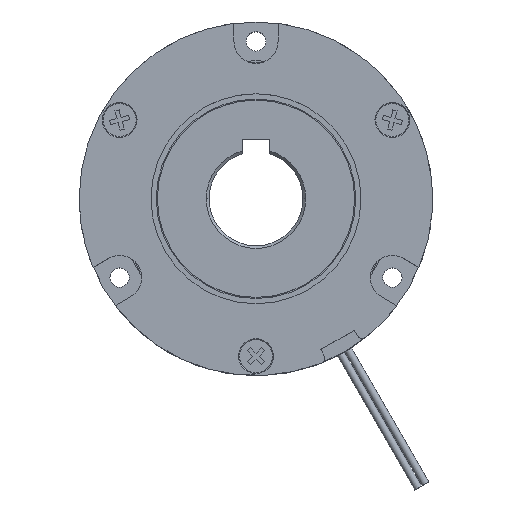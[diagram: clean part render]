
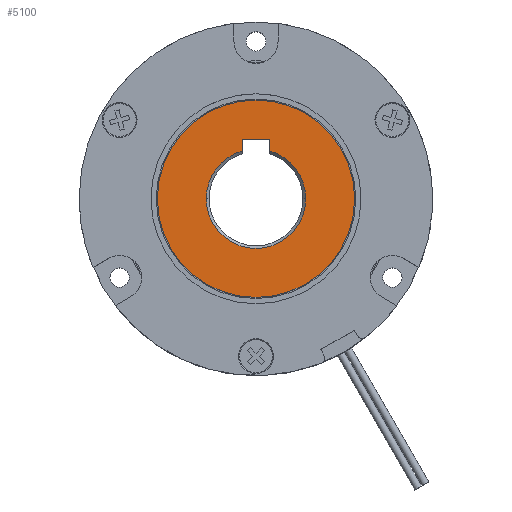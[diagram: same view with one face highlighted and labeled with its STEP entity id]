
A CAD part, top view. The second image highlights one B-rep face of the part: STEP entity #5100.
In plain terms, the highlighted planar face has unit normal (0, 0, 1).
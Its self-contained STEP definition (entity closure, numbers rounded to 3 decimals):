
#72 = LINE ( 'NONE', #163, #4541 ) ;
#122 = CARTESIAN_POINT ( 'NONE',  ( 0., 0., 29.5 ) ) ;
#139 = ORIENTED_EDGE ( 'NONE', *, *, #1169, .F. ) ;
#163 = CARTESIAN_POINT ( 'NONE',  ( 2.5, 8.124, 29.5 ) ) ;
#332 = AXIS2_PLACEMENT_3D ( 'NONE', #481, #4282, #3440 ) ;
#405 = VERTEX_POINT ( 'NONE', #2310 ) ;
#481 = CARTESIAN_POINT ( 'NONE',  ( 0., 0., 29.5 ) ) ;
#504 = CARTESIAN_POINT ( 'NONE',  ( 2.5, 10.8, 29.5 ) ) ;
#537 = DIRECTION ( 'NONE',  ( 0., 1., 0. ) ) ;
#550 = DIRECTION ( 'NONE',  ( 0., 0., -1. ) ) ;
#799 = DIRECTION ( 'NONE',  ( 0., 0., -1. ) ) ;
#877 = VERTEX_POINT ( 'NONE', #1632 ) ;
#884 = CARTESIAN_POINT ( 'NONE',  ( 0., 0., 29.5 ) ) ;
#952 = DIRECTION ( 'NONE',  ( 0., 0., 1. ) ) ;
#987 = EDGE_CURVE ( 'NONE', #877, #4764, #4349, .T. ) ;
#994 = DIRECTION ( 'NONE',  ( 1., 0., 0. ) ) ;
#1116 = CARTESIAN_POINT ( 'NONE',  ( -17.85, 0., 29.5 ) ) ;
#1166 = CIRCLE ( 'NONE', #3410, 17.85 ) ;
#1169 = EDGE_CURVE ( 'NONE', #1503, #1978, #72, .T. ) ;
#1195 = VECTOR ( 'NONE', #1419, 1000. ) ;
#1210 = EDGE_CURVE ( 'NONE', #4764, #1278, #1664, .T. ) ;
#1278 = VERTEX_POINT ( 'NONE', #2091 ) ;
#1419 = DIRECTION ( 'NONE',  ( -1., 0., 0. ) ) ;
#1430 = EDGE_CURVE ( 'NONE', #1503, #877, #1848, .T. ) ;
#1469 = DIRECTION ( 'NONE',  ( -1., 0., 0. ) ) ;
#1503 = VERTEX_POINT ( 'NONE', #3149 ) ;
#1542 = CARTESIAN_POINT ( 'NONE',  ( -9., 0., 29.5 ) ) ;
#1617 = DIRECTION ( 'NONE',  ( 1., 0., 0. ) ) ;
#1632 = CARTESIAN_POINT ( 'NONE',  ( 9., 0., 29.5 ) ) ;
#1664 = CIRCLE ( 'NONE', #5012, 9. ) ;
#1700 = PLANE ( 'NONE',  #5519 ) ;
#1817 = ORIENTED_EDGE ( 'NONE', *, *, #2554, .F. ) ;
#1848 = CIRCLE ( 'NONE', #4258, 9. ) ;
#1851 = CARTESIAN_POINT ( 'NONE',  ( 0., 0., 29.5 ) ) ;
#1945 = VECTOR ( 'NONE', #4065, 1000. ) ;
#1978 = VERTEX_POINT ( 'NONE', #504 ) ;
#1995 = VERTEX_POINT ( 'NONE', #2690 ) ;
#2053 = CARTESIAN_POINT ( 'NONE',  ( 0., 0., 29.5 ) ) ;
#2091 = CARTESIAN_POINT ( 'NONE',  ( -2.5, 8.646, 29.5 ) ) ;
#2097 = EDGE_CURVE ( 'NONE', #405, #1278, #3236, .T. ) ;
#2184 = CARTESIAN_POINT ( 'NONE',  ( -2.5, 10.8, 29.5 ) ) ;
#2310 = CARTESIAN_POINT ( 'NONE',  ( -2.5, 10.8, 29.5 ) ) ;
#2505 = ORIENTED_EDGE ( 'NONE', *, *, #1430, .T. ) ;
#2554 = EDGE_CURVE ( 'NONE', #5406, #1995, #1166, .T. ) ;
#2659 = CIRCLE ( 'NONE', #3636, 17.85 ) ;
#2664 = DIRECTION ( 'NONE',  ( 1., 0., 0. ) ) ;
#2690 = CARTESIAN_POINT ( 'NONE',  ( 17.85, 0., 29.5 ) ) ;
#2767 = EDGE_LOOP ( 'NONE', ( #139, #2505, #3193, #4572, #4158, #4074 ) ) ;
#2865 = ORIENTED_EDGE ( 'NONE', *, *, #3392, .F. ) ;
#2975 = FACE_BOUND ( 'NONE', #2767, .T. ) ;
#3035 = EDGE_LOOP ( 'NONE', ( #1817, #2865 ) ) ;
#3149 = CARTESIAN_POINT ( 'NONE',  ( 2.5, 8.646, 29.5 ) ) ;
#3193 = ORIENTED_EDGE ( 'NONE', *, *, #987, .T. ) ;
#3236 = LINE ( 'NONE', #4921, #1945 ) ;
#3309 = FACE_OUTER_BOUND ( 'NONE', #3035, .T. ) ;
#3392 = EDGE_CURVE ( 'NONE', #1995, #5406, #2659, .T. ) ;
#3410 = AXIS2_PLACEMENT_3D ( 'NONE', #122, #5224, #1469 ) ;
#3440 = DIRECTION ( 'NONE',  ( 1., 0., 0. ) ) ;
#3460 = LINE ( 'NONE', #2184, #1195 ) ;
#3636 = AXIS2_PLACEMENT_3D ( 'NONE', #884, #5130, #4702 ) ;
#3641 = EDGE_CURVE ( 'NONE', #1978, #405, #3460, .T. ) ;
#4065 = DIRECTION ( 'NONE',  ( 0., -1., 0. ) ) ;
#4074 = ORIENTED_EDGE ( 'NONE', *, *, #3641, .F. ) ;
#4158 = ORIENTED_EDGE ( 'NONE', *, *, #2097, .F. ) ;
#4258 = AXIS2_PLACEMENT_3D ( 'NONE', #2053, #799, #1617 ) ;
#4282 = DIRECTION ( 'NONE',  ( 0., 0., -1. ) ) ;
#4349 = CIRCLE ( 'NONE', #332, 9. ) ;
#4541 = VECTOR ( 'NONE', #537, 1000. ) ;
#4572 = ORIENTED_EDGE ( 'NONE', *, *, #1210, .T. ) ;
#4702 = DIRECTION ( 'NONE',  ( -1., 0., 0. ) ) ;
#4764 = VERTEX_POINT ( 'NONE', #1542 ) ;
#4921 = CARTESIAN_POINT ( 'NONE',  ( -2.5, 8.124, 29.5 ) ) ;
#5012 = AXIS2_PLACEMENT_3D ( 'NONE', #1851, #550, #994 ) ;
#5100 = ADVANCED_FACE ( 'NONE', ( #2975, #3309 ), #1700, .T. ) ;
#5130 = DIRECTION ( 'NONE',  ( 0., 0., -1. ) ) ;
#5138 = CARTESIAN_POINT ( 'NONE',  ( 0., 0., 29.5 ) ) ;
#5224 = DIRECTION ( 'NONE',  ( 0., 0., -1. ) ) ;
#5406 = VERTEX_POINT ( 'NONE', #1116 ) ;
#5519 = AXIS2_PLACEMENT_3D ( 'NONE', #5138, #952, #2664 ) ;
